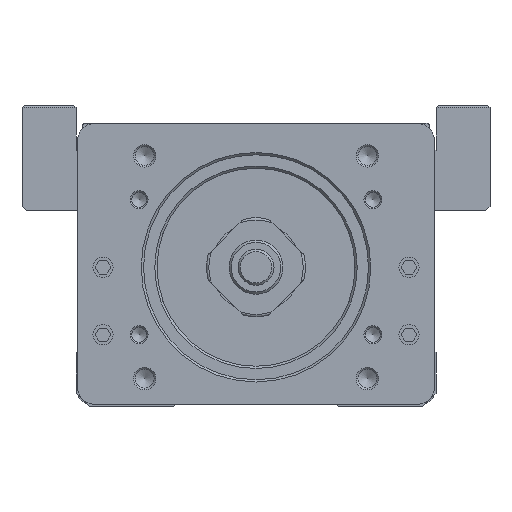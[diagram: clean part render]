
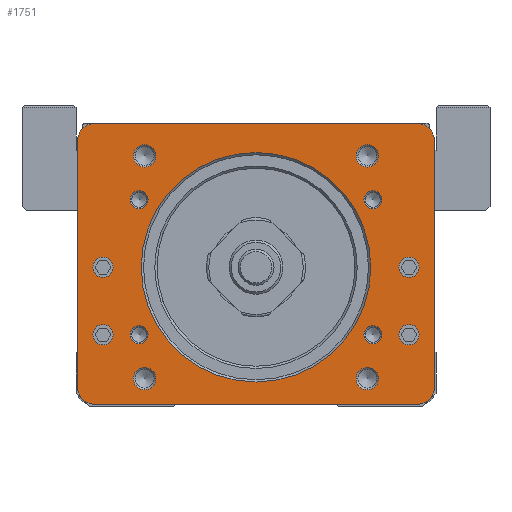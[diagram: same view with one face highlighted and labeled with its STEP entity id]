
A CAD part, front view. The second image highlights one B-rep face of the part: STEP entity #1751.
In plain terms, the highlighted planar face has unit normal (0, -1, 0).
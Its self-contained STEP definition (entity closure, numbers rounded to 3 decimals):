
#932=FACE_BOUND('',#4984,.T.);
#933=FACE_BOUND('',#4985,.T.);
#934=FACE_BOUND('',#4986,.T.);
#935=FACE_BOUND('',#4987,.T.);
#936=FACE_BOUND('',#4988,.T.);
#937=FACE_BOUND('',#4989,.T.);
#938=FACE_BOUND('',#4990,.T.);
#939=FACE_BOUND('',#4991,.T.);
#940=FACE_BOUND('',#4992,.T.);
#941=FACE_BOUND('',#4993,.T.);
#942=FACE_BOUND('',#4994,.T.);
#943=FACE_BOUND('',#4995,.T.);
#944=FACE_BOUND('',#4996,.T.);
#945=FACE_BOUND('',#4997,.T.);
#1751=ADVANCED_FACE('',(#932,#933,#934,#935,#936,#937,#938,#939,#940,#941,
#942,#943,#944,#945),#3038,.T.);
#3038=PLANE('',#23164);
#4984=EDGE_LOOP('',(#7985));
#4985=EDGE_LOOP('',(#7986));
#4986=EDGE_LOOP('',(#7987));
#4987=EDGE_LOOP('',(#7988));
#4988=EDGE_LOOP('',(#7989));
#4989=EDGE_LOOP('',(#7990));
#4990=EDGE_LOOP('',(#7991));
#4991=EDGE_LOOP('',(#7992));
#4992=EDGE_LOOP('',(#7993));
#4993=EDGE_LOOP('',(#7994));
#4994=EDGE_LOOP('',(#7995));
#4995=EDGE_LOOP('',(#7996));
#4996=EDGE_LOOP('',(#7997));
#4997=EDGE_LOOP('',(#7998,#7999,#8000,#8001,#8002,#8003,#8004,#8005));
#6686=CIRCLE('',#23140,4.);
#6687=CIRCLE('',#23142,4.);
#6689=CIRCLE('',#23145,4.);
#6691=CIRCLE('',#23149,4.);
#6692=CIRCLE('',#23151,25.5);
#6693=CIRCLE('',#23152,2.5);
#6694=CIRCLE('',#23153,2.5);
#6695=CIRCLE('',#23154,2.5);
#6696=CIRCLE('',#23155,2.5);
#6697=CIRCLE('',#23156,2.);
#6698=CIRCLE('',#23157,2.);
#6699=CIRCLE('',#23158,2.);
#6700=CIRCLE('',#23159,2.);
#6701=CIRCLE('',#23160,2.25);
#6702=CIRCLE('',#23161,2.25);
#6703=CIRCLE('',#23162,2.25);
#6704=CIRCLE('',#23163,2.25);
#7985=ORIENTED_EDGE('',*,*,#15982,.T.);
#7986=ORIENTED_EDGE('',*,*,#15983,.T.);
#7987=ORIENTED_EDGE('',*,*,#15984,.T.);
#7988=ORIENTED_EDGE('',*,*,#15985,.T.);
#7989=ORIENTED_EDGE('',*,*,#15986,.T.);
#7990=ORIENTED_EDGE('',*,*,#15987,.T.);
#7991=ORIENTED_EDGE('',*,*,#15988,.T.);
#7992=ORIENTED_EDGE('',*,*,#15989,.T.);
#7993=ORIENTED_EDGE('',*,*,#15990,.T.);
#7994=ORIENTED_EDGE('',*,*,#15991,.T.);
#7995=ORIENTED_EDGE('',*,*,#15992,.T.);
#7996=ORIENTED_EDGE('',*,*,#15993,.T.);
#7997=ORIENTED_EDGE('',*,*,#15994,.T.);
#7998=ORIENTED_EDGE('',*,*,#15966,.T.);
#7999=ORIENTED_EDGE('',*,*,#15607,.T.);
#8000=ORIENTED_EDGE('',*,*,#15967,.T.);
#8001=ORIENTED_EDGE('',*,*,#15940,.T.);
#8002=ORIENTED_EDGE('',*,*,#15970,.T.);
#8003=ORIENTED_EDGE('',*,*,#15977,.T.);
#8004=ORIENTED_EDGE('',*,*,#15981,.T.);
#8005=ORIENTED_EDGE('',*,*,#15930,.T.);
#13456=VERTEX_POINT('',#31571);
#13457=VERTEX_POINT('',#31573);
#13732=VERTEX_POINT('',#32436);
#13733=VERTEX_POINT('',#32438);
#13740=VERTEX_POINT('',#32456);
#13741=VERTEX_POINT('',#32458);
#13762=VERTEX_POINT('',#32513);
#13768=VERTEX_POINT('',#32527);
#13769=VERTEX_POINT('',#32536);
#13770=VERTEX_POINT('',#32538);
#13771=VERTEX_POINT('',#32540);
#13772=VERTEX_POINT('',#32542);
#13773=VERTEX_POINT('',#32544);
#13774=VERTEX_POINT('',#32546);
#13775=VERTEX_POINT('',#32548);
#13776=VERTEX_POINT('',#32550);
#13777=VERTEX_POINT('',#32552);
#13778=VERTEX_POINT('',#32554);
#13779=VERTEX_POINT('',#32556);
#13780=VERTEX_POINT('',#32558);
#13781=VERTEX_POINT('',#32560);
#15607=EDGE_CURVE('',#13457,#13456,#18610,.T.);
#15930=EDGE_CURVE('',#13733,#13732,#18813,.T.);
#15940=EDGE_CURVE('',#13741,#13740,#18822,.T.);
#15966=EDGE_CURVE('',#13732,#13457,#6686,.T.);
#15967=EDGE_CURVE('',#13456,#13741,#6687,.T.);
#15970=EDGE_CURVE('',#13740,#13762,#6689,.T.);
#15977=EDGE_CURVE('',#13762,#13768,#18843,.T.);
#15981=EDGE_CURVE('',#13768,#13733,#6691,.T.);
#15982=EDGE_CURVE('',#13769,#13769,#6692,.T.);
#15983=EDGE_CURVE('',#13770,#13770,#6693,.T.);
#15984=EDGE_CURVE('',#13771,#13771,#6694,.T.);
#15985=EDGE_CURVE('',#13772,#13772,#6695,.T.);
#15986=EDGE_CURVE('',#13773,#13773,#6696,.T.);
#15987=EDGE_CURVE('',#13774,#13774,#6697,.T.);
#15988=EDGE_CURVE('',#13775,#13775,#6698,.T.);
#15989=EDGE_CURVE('',#13776,#13776,#6699,.T.);
#15990=EDGE_CURVE('',#13777,#13777,#6700,.T.);
#15991=EDGE_CURVE('',#13778,#13778,#6701,.T.);
#15992=EDGE_CURVE('',#13779,#13779,#6702,.T.);
#15993=EDGE_CURVE('',#13780,#13780,#6703,.T.);
#15994=EDGE_CURVE('',#13781,#13781,#6704,.T.);
#18610=LINE('',#31572,#20783);
#18813=LINE('',#32437,#20986);
#18822=LINE('',#32457,#20995);
#18843=LINE('',#32528,#21016);
#20783=VECTOR('',#25137,1.);
#20986=VECTOR('',#25664,1.);
#20995=VECTOR('',#25679,1.);
#21016=VECTOR('',#25744,1.);
#23140=AXIS2_PLACEMENT_3D('',#32506,#25723,#25724);
#23142=AXIS2_PLACEMENT_3D('',#32508,#25727,#25728);
#23145=AXIS2_PLACEMENT_3D('',#32514,#25734,#25735);
#23149=AXIS2_PLACEMENT_3D('',#32533,#25751,#25752);
#23151=AXIS2_PLACEMENT_3D('',#32535,#25755,#25756);
#23152=AXIS2_PLACEMENT_3D('',#32537,#25757,#25758);
#23153=AXIS2_PLACEMENT_3D('',#32539,#25759,#25760);
#23154=AXIS2_PLACEMENT_3D('',#32541,#25761,#25762);
#23155=AXIS2_PLACEMENT_3D('',#32543,#25763,#25764);
#23156=AXIS2_PLACEMENT_3D('',#32545,#25765,#25766);
#23157=AXIS2_PLACEMENT_3D('',#32547,#25767,#25768);
#23158=AXIS2_PLACEMENT_3D('',#32549,#25769,#25770);
#23159=AXIS2_PLACEMENT_3D('',#32551,#25771,#25772);
#23160=AXIS2_PLACEMENT_3D('',#32553,#25773,#25774);
#23161=AXIS2_PLACEMENT_3D('',#32555,#25775,#25776);
#23162=AXIS2_PLACEMENT_3D('',#32557,#25777,#25778);
#23163=AXIS2_PLACEMENT_3D('',#32559,#25779,#25780);
#23164=AXIS2_PLACEMENT_3D('',#32561,#25781,#25782);
#25137=DIRECTION('',(1.,0.,0.));
#25664=DIRECTION('',(0.,0.,-1.));
#25679=DIRECTION('',(0.,0.,1.));
#25723=DIRECTION('',(0.,-1.,0.));
#25724=DIRECTION('',(1.,0.,0.));
#25727=DIRECTION('',(0.,-1.,0.));
#25728=DIRECTION('',(1.,0.,0.));
#25734=DIRECTION('',(0.,-1.,0.));
#25735=DIRECTION('',(1.,0.,0.));
#25744=DIRECTION('',(-1.,0.,0.));
#25751=DIRECTION('',(0.,-1.,0.));
#25752=DIRECTION('',(1.,0.,0.));
#25755=DIRECTION('',(0.,1.,0.));
#25756=DIRECTION('',(0.,0.,-1.));
#25757=DIRECTION('',(0.,1.,0.));
#25758=DIRECTION('',(0.,0.,-1.));
#25759=DIRECTION('',(0.,1.,0.));
#25760=DIRECTION('',(0.,0.,-1.));
#25761=DIRECTION('',(0.,1.,0.));
#25762=DIRECTION('',(0.,0.,-1.));
#25763=DIRECTION('',(0.,1.,0.));
#25764=DIRECTION('',(0.,0.,-1.));
#25765=DIRECTION('',(0.,1.,0.));
#25766=DIRECTION('',(0.,0.,-1.));
#25767=DIRECTION('',(0.,1.,0.));
#25768=DIRECTION('',(0.,0.,-1.));
#25769=DIRECTION('',(0.,1.,0.));
#25770=DIRECTION('',(0.,0.,-1.));
#25771=DIRECTION('',(0.,1.,0.));
#25772=DIRECTION('',(0.,0.,-1.));
#25773=DIRECTION('',(0.,1.,0.));
#25774=DIRECTION('',(0.,0.,-1.));
#25775=DIRECTION('',(0.,1.,0.));
#25776=DIRECTION('',(0.,0.,-1.));
#25777=DIRECTION('',(0.,1.,0.));
#25778=DIRECTION('',(0.,0.,-1.));
#25779=DIRECTION('',(0.,1.,0.));
#25780=DIRECTION('',(0.,0.,-1.));
#25781=DIRECTION('',(0.,-1.,0.));
#25782=DIRECTION('',(0.,0.,1.));
#31571=CARTESIAN_POINT('',(35.7,-243.7,-18.5));
#31572=CARTESIAN_POINT('',(-35.7,-243.7,-18.5));
#31573=CARTESIAN_POINT('',(-35.7,-243.7,-18.5));
#32436=CARTESIAN_POINT('',(-39.7,-243.7,-14.5));
#32437=CARTESIAN_POINT('',(-39.7,-243.7,40.));
#32438=CARTESIAN_POINT('',(-39.7,-243.7,40.));
#32456=CARTESIAN_POINT('',(39.7,-243.7,40.));
#32457=CARTESIAN_POINT('',(39.7,-243.7,-14.5));
#32458=CARTESIAN_POINT('',(39.7,-243.7,-14.5));
#32506=CARTESIAN_POINT('',(-35.7,-243.7,-14.5));
#32508=CARTESIAN_POINT('',(35.7,-243.7,-14.5));
#32513=CARTESIAN_POINT('',(35.7,-243.7,44.));
#32514=CARTESIAN_POINT('',(35.7,-243.7,40.));
#32527=CARTESIAN_POINT('',(-35.7,-243.7,44.));
#32528=CARTESIAN_POINT('',(35.7,-243.7,44.));
#32533=CARTESIAN_POINT('',(-35.7,-243.7,40.));
#32535=CARTESIAN_POINT('',(0.,-243.7,12.));
#32536=CARTESIAN_POINT('',(0.,-243.7,-13.5));
#32537=CARTESIAN_POINT('',(-24.749,-243.7,36.749));
#32538=CARTESIAN_POINT('',(-24.749,-243.7,34.249));
#32539=CARTESIAN_POINT('',(-24.749,-243.7,-12.749));
#32540=CARTESIAN_POINT('',(-24.749,-243.7,-15.249));
#32541=CARTESIAN_POINT('',(24.749,-243.7,-12.749));
#32542=CARTESIAN_POINT('',(24.749,-243.7,-15.249));
#32543=CARTESIAN_POINT('',(24.749,-243.7,36.749));
#32544=CARTESIAN_POINT('',(24.749,-243.7,34.249));
#32545=CARTESIAN_POINT('',(25.981,-243.7,-3.));
#32546=CARTESIAN_POINT('',(25.981,-243.7,-5.));
#32547=CARTESIAN_POINT('',(25.981,-243.7,27.));
#32548=CARTESIAN_POINT('',(25.981,-243.7,25.));
#32549=CARTESIAN_POINT('',(-25.981,-243.7,-3.));
#32550=CARTESIAN_POINT('',(-25.981,-243.7,-5.));
#32551=CARTESIAN_POINT('',(-25.981,-243.7,27.));
#32552=CARTESIAN_POINT('',(-25.981,-243.7,25.));
#32553=CARTESIAN_POINT('',(-34.,-243.7,-3.));
#32554=CARTESIAN_POINT('',(-34.,-243.7,-5.25));
#32555=CARTESIAN_POINT('',(-34.,-243.7,12.));
#32556=CARTESIAN_POINT('',(-34.,-243.7,9.75));
#32557=CARTESIAN_POINT('',(34.,-243.7,-3.));
#32558=CARTESIAN_POINT('',(34.,-243.7,-5.25));
#32559=CARTESIAN_POINT('',(34.,-243.7,12.));
#32560=CARTESIAN_POINT('',(34.,-243.7,9.75));
#32561=CARTESIAN_POINT('',(-35.7,-243.7,-14.5));
